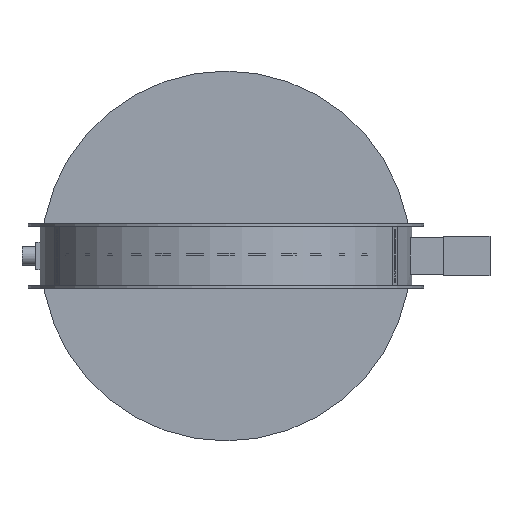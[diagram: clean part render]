
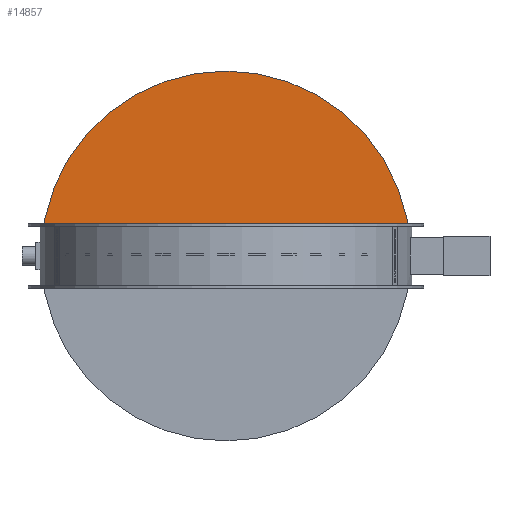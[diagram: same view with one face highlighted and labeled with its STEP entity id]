
A CAD part, front view. The second image highlights one B-rep face of the part: STEP entity #14857.
In plain terms, the highlighted planar face has unit normal (0, -1, 0).
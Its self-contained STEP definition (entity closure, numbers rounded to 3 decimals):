
#274=CIRCLE('',#15587,1000.);
#1110=PLANE('',#15586);
#1726=FACE_OUTER_BOUND('',#2648,.T.);
#2648=EDGE_LOOP('',(#12631,#12632));
#4117=LINE('',#25407,#5518);
#5518=VECTOR('',#18129,10.);
#7236=VERTEX_POINT('',#25405);
#7237=VERTEX_POINT('',#25406);
#9093=EDGE_CURVE('',#7236,#7237,#4117,.T.);
#9094=EDGE_CURVE('',#7236,#7237,#274,.T.);
#12631=ORIENTED_EDGE('',*,*,#9093,.F.);
#12632=ORIENTED_EDGE('',*,*,#9094,.T.);
#14857=ADVANCED_FACE('',(#1726),#1110,.T.);
#15586=AXIS2_PLACEMENT_3D('',#25404,#18127,#18128);
#15587=AXIS2_PLACEMENT_3D('',#25408,#18130,#18131);
#18127=DIRECTION('center_axis',(0.,-1.,0.));
#18128=DIRECTION('ref_axis',(0.,0.,-1.));
#18129=DIRECTION('',(-1.,0.,0.));
#18130=DIRECTION('center_axis',(0.,-1.,0.));
#18131=DIRECTION('ref_axis',(1.,0.,0.));
#25404=CARTESIAN_POINT('Origin',(0.,-4.,0.));
#25405=CARTESIAN_POINT('',(999.395,-4.,34.771));
#25406=CARTESIAN_POINT('',(-999.395,-4.,34.771));
#25407=CARTESIAN_POINT('',(1294.,-4.,34.771));
#25408=CARTESIAN_POINT('Origin',(0.,-4.,0.));
